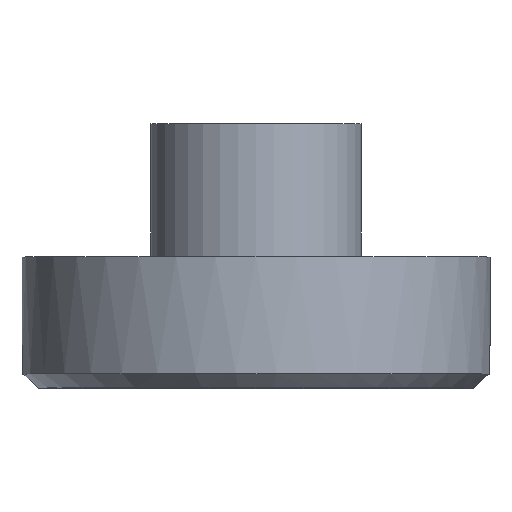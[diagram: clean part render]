
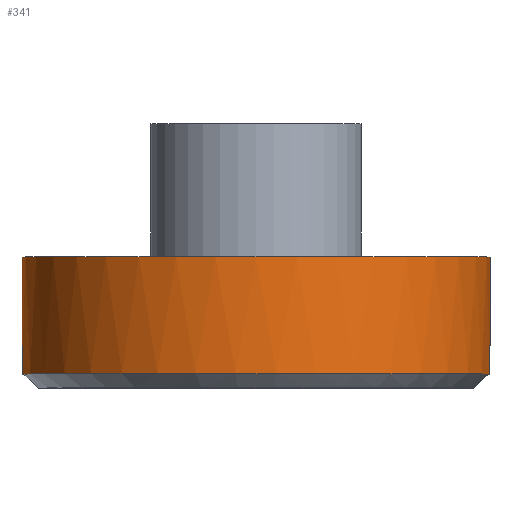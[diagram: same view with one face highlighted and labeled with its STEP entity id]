
A CAD part, top view. The second image highlights one B-rep face of the part: STEP entity #341.
In plain terms, the highlighted cylindrical face has radius 5 mm (diameter 10 mm), a full revolution.
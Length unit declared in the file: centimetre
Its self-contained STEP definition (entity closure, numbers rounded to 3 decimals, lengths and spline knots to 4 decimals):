
#38=VECTOR('',#420,1.);
#41=VECTOR('',#425,1.);
#42=VECTOR('',#428,1.);
#43=VECTOR('',#431,1.);
#58=LINE('',#521,#38);
#61=LINE('',#527,#41);
#62=LINE('',#531,#42);
#63=LINE('',#535,#43);
#100=VERTEX_POINT('',#486);
#101=VERTEX_POINT('',#487);
#108=VERTEX_POINT('',#522);
#110=VERTEX_POINT('',#528);
#111=VERTEX_POINT('',#530);
#112=VERTEX_POINT('',#532);
#113=VERTEX_POINT('',#534);
#114=VERTEX_POINT('',#536);
#115=VERTEX_POINT('',#539);
#129=CIRCLE('',#361,0.5);
#133=CIRCLE('',#370,0.5);
#134=CIRCLE('',#371,0.5);
#135=CIRCLE('',#372,0.5);
#136=CIRCLE('',#373,0.5);
#146=EDGE_CURVE('',#100,#101,#129,.T.);
#158=EDGE_CURVE('',#108,#101,#58,.T.);
#161=EDGE_CURVE('',#100,#110,#61,.T.);
#162=EDGE_CURVE('',#110,#111,#133,.T.);
#163=EDGE_CURVE('',#111,#112,#62,.T.);
#164=EDGE_CURVE('',#113,#112,#134,.T.);
#165=EDGE_CURVE('',#113,#114,#63,.T.);
#166=EDGE_CURVE('',#114,#108,#135,.T.);
#167=EDGE_CURVE('',#115,#115,#136,.T.);
#211=ORIENTED_EDGE('',*,*,#146,.F.);
#212=ORIENTED_EDGE('',*,*,#161,.T.);
#213=ORIENTED_EDGE('',*,*,#162,.T.);
#214=ORIENTED_EDGE('',*,*,#163,.T.);
#215=ORIENTED_EDGE('',*,*,#164,.F.);
#216=ORIENTED_EDGE('',*,*,#165,.T.);
#217=ORIENTED_EDGE('',*,*,#166,.T.);
#218=ORIENTED_EDGE('',*,*,#158,.T.);
#219=ORIENTED_EDGE('',*,*,#167,.T.);
#286=EDGE_LOOP('',(#211,#212,#213,#214,#215,#216,#217,#218));
#287=EDGE_LOOP('',(#219));
#314=FACE_BOUND('',#286,.T.);
#315=FACE_BOUND('',#287,.T.);
#341=ADVANCED_FACE('',(#314,#315),#599,.T.);
#361=AXIS2_PLACEMENT_3D('',#485,#403,#404);
#369=AXIS2_PLACEMENT_3D('',#526,#423,#424);
#370=AXIS2_PLACEMENT_3D('',#529,#426,#427);
#371=AXIS2_PLACEMENT_3D('',#533,#429,#430);
#372=AXIS2_PLACEMENT_3D('',#537,#432,#433);
#373=AXIS2_PLACEMENT_3D('',#538,#434,#435);
#403=DIRECTION('',(0.,-1.,0.));
#404=DIRECTION('',(0.,0.,-0.5));
#420=DIRECTION('',(0.,-1.,0.));
#423=DIRECTION('',(0.,1.,0.));
#424=DIRECTION('',(0.5,0.,0.));
#425=DIRECTION('',(0.,1.,0.));
#426=DIRECTION('',(0.,1.,0.));
#427=DIRECTION('',(0.5,0.,0.));
#428=DIRECTION('',(0.,-1.,0.));
#429=DIRECTION('',(0.,-1.,0.));
#430=DIRECTION('',(0.,0.,0.5));
#431=DIRECTION('',(0.,1.,0.));
#432=DIRECTION('',(0.,1.,0.));
#433=DIRECTION('',(0.5,0.,0.));
#434=DIRECTION('',(0.,-1.,0.));
#435=DIRECTION('',(0.5,0.,0.));
#485=CARTESIAN_POINT('',(0.,0.03,0.));
#486=CARTESIAN_POINT('',(-0.498,0.03,-0.045));
#487=CARTESIAN_POINT('',(0.498,0.03,-0.045));
#521=CARTESIAN_POINT('',(0.498,0.045,-0.045));
#522=CARTESIAN_POINT('',(0.498,0.09,-0.045));
#526=CARTESIAN_POINT('',(0.,0.,0.));
#527=CARTESIAN_POINT('',(-0.498,0.045,-0.045));
#528=CARTESIAN_POINT('',(-0.498,0.09,-0.045));
#529=CARTESIAN_POINT('',(0.,0.09,0.));
#530=CARTESIAN_POINT('',(-0.498,0.09,0.045));
#531=CARTESIAN_POINT('',(-0.498,0.045,0.045));
#532=CARTESIAN_POINT('',(-0.498,0.03,0.045));
#533=CARTESIAN_POINT('',(0.,0.03,0.));
#534=CARTESIAN_POINT('',(0.498,0.03,0.045));
#535=CARTESIAN_POINT('',(0.498,0.045,0.045));
#536=CARTESIAN_POINT('',(0.498,0.09,0.045));
#537=CARTESIAN_POINT('',(0.,0.09,0.));
#538=CARTESIAN_POINT('',(0.,0.28,0.));
#539=CARTESIAN_POINT('',(0.5,0.28,0.));
#599=CYLINDRICAL_SURFACE('',#369,0.5);
